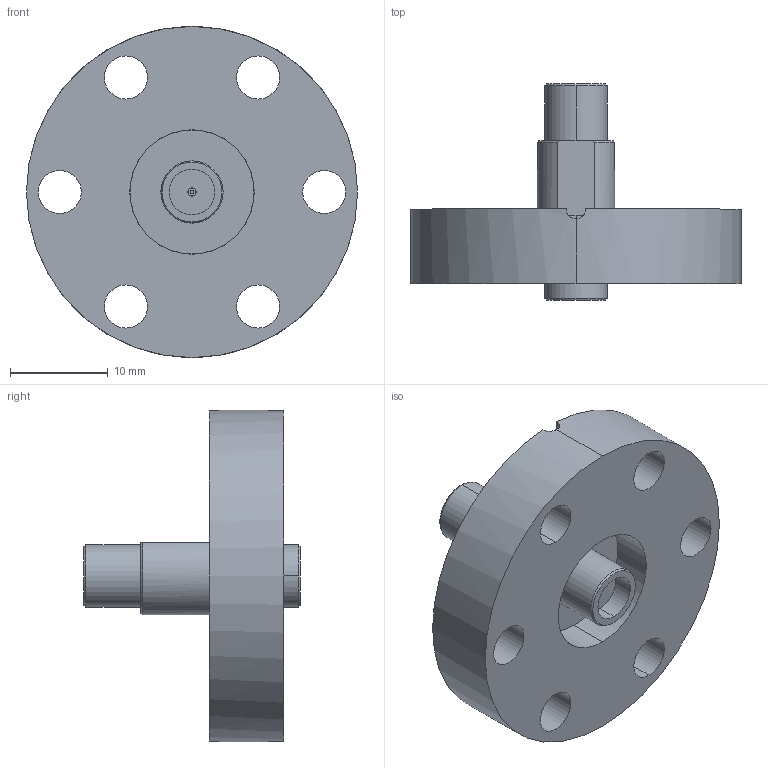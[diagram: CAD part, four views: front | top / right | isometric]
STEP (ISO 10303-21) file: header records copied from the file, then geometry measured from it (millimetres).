
FILE_DESCRIPTION (( 'STEP AP214' ), '1' );
FILE_NAME ('242-SMAD18G-C16.STEP', '2023-06-01T07:09:03', ( '' ), ( '' ), 'SwSTEP 2.0', 'SolidWorks 2022', '' );
FILE_SCHEMA (( 'AUTOMOTIVE_DESIGN' ));
Length unit declared in the file: millimetre
Products named in the file (3): 9411-C16-12.7_DN16 CF; 242-SMAD18G-W; 242-SMAD18G-C16
Assembly tree (2 placements, depth 2):
  242-SMAD18G-C16
    9411-C16-12.7_DN16 CF
    242-SMAD18G-W
Bounding box: 33.8 x 22.1 x 33.8 mm (x, y, z)
Volume: 5800 mm3; surface area: 4175.7 mm2
Topology: 3 solids, 3 shells, 70 faces, 161 edges, 105 vertices
Faces by surface type: cylinder 42, plane 18, cone 10
Entity records: 2232 total; most frequent: CARTESIAN_POINT 419, DIRECTION 395, ORIENTED_EDGE 322, AXIS2_PLACEMENT_3D 169, EDGE_CURVE 161, VERTEX_POINT 105, EDGE_LOOP 94, CIRCLE 94
